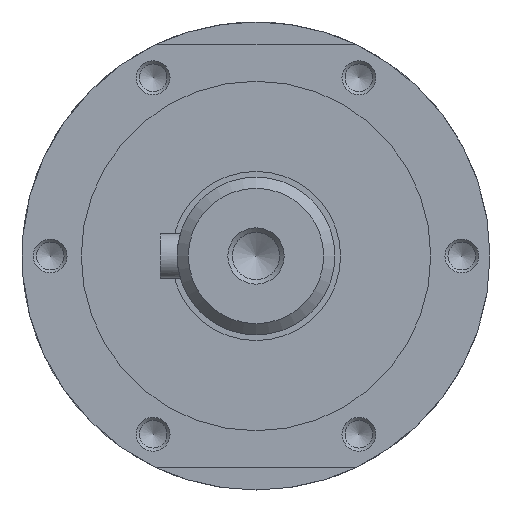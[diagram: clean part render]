
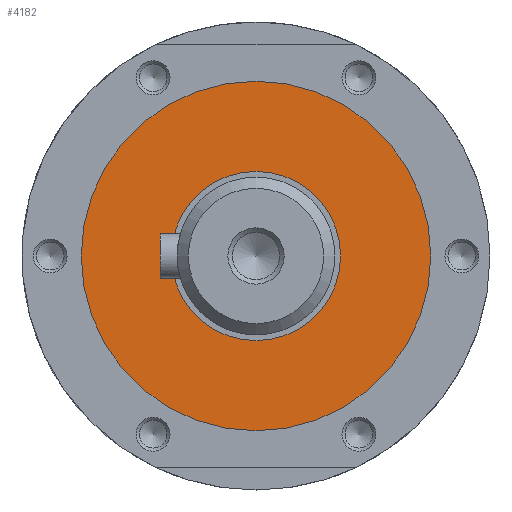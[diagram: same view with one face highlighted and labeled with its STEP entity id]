
A CAD part, left-side view. The second image highlights one B-rep face of the part: STEP entity #4182.
In plain terms, the highlighted planar face has unit normal (-1, 0, 0).
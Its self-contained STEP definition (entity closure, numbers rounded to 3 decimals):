
#90=FACE_BOUND('',#1755,.T.);
#203=PLANE('',#4634);
#932=CIRCLE('',#4503,31.);
#1009=CIRCLE('',#4633,15.);
#1496=FACE_OUTER_BOUND('',#1754,.T.);
#1754=EDGE_LOOP('',(#3861));
#1755=EDGE_LOOP('',(#3862));
#2075=VERTEX_POINT('',#6920);
#2175=VERTEX_POINT('',#7310);
#2607=EDGE_CURVE('',#2075,#2075,#932,.T.);
#2743=EDGE_CURVE('',#2175,#2175,#1009,.T.);
#3861=ORIENTED_EDGE('',*,*,#2607,.F.);
#3862=ORIENTED_EDGE('',*,*,#2743,.F.);
#4182=ADVANCED_FACE('',(#1496,#90),#203,.T.);
#4503=AXIS2_PLACEMENT_3D('',#6921,#5460,#5461);
#4633=AXIS2_PLACEMENT_3D('',#7311,#5774,#5775);
#4634=AXIS2_PLACEMENT_3D('',#7313,#5777,#5778);
#5460=DIRECTION('center_axis',(1.,0.,0.));
#5461=DIRECTION('ref_axis',(0.,1.,0.));
#5774=DIRECTION('center_axis',(-1.,0.,0.));
#5775=DIRECTION('ref_axis',(0.,0.,
-1.));
#5777=DIRECTION('center_axis',(-1.,0.,0.));
#5778=DIRECTION('ref_axis',(0.,0.,1.));
#6920=CARTESIAN_POINT('',(-222.78,-31.,0.));
#6921=CARTESIAN_POINT('Origin',(-222.78,0.,
0.));
#7310=CARTESIAN_POINT('',(-222.78,0.,15.));
#7311=CARTESIAN_POINT('Origin',(-222.78,0.,
0.));
#7313=CARTESIAN_POINT('Origin',(-222.78,33.179,0.));
